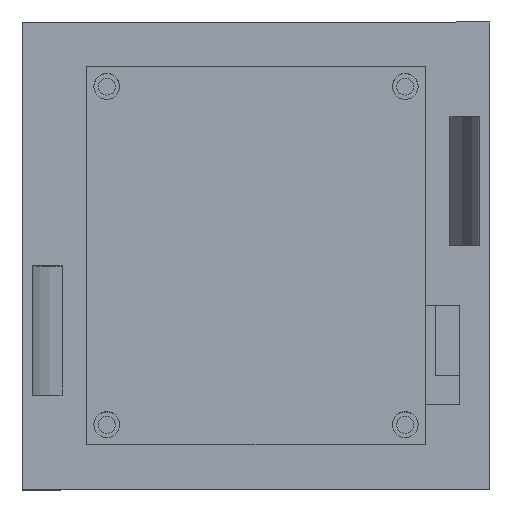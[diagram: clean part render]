
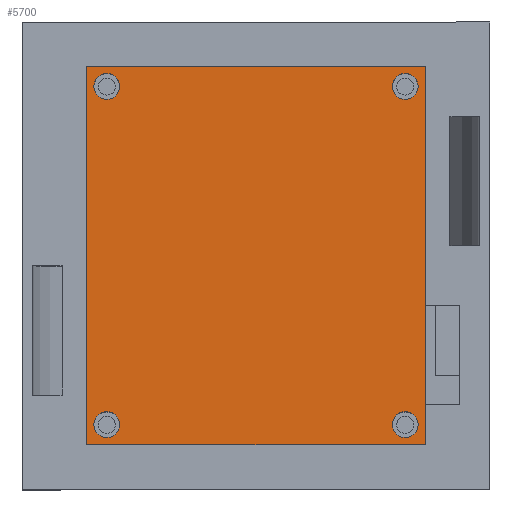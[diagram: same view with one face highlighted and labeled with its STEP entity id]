
A CAD part, top view. The second image highlights one B-rep face of the part: STEP entity #5700.
In plain terms, the highlighted face is planar.
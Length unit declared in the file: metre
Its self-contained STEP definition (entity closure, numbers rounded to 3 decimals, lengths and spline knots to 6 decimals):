
#345=LINE('',#8537,#1019);
#362=LINE('',#8574,#1036);
#363=LINE('',#8577,#1037);
#364=LINE('',#8578,#1038);
#1019=VECTOR('',#6933,1.);
#1036=VECTOR('',#6962,1.);
#1037=VECTOR('',#6963,1.);
#1038=VECTOR('',#6964,1.);
#2032=ORIENTED_EDGE('',*,*,#3391,.T.);
#2033=ORIENTED_EDGE('',*,*,#3392,.T.);
#2034=ORIENTED_EDGE('',*,*,#3370,.F.);
#2035=ORIENTED_EDGE('',*,*,#3393,.F.);
#2036=ORIENTED_EDGE('',*,*,#3394,.T.);
#2037=ORIENTED_EDGE('',*,*,#3395,.T.);
#2038=ORIENTED_EDGE('',*,*,#3396,.F.);
#2039=ORIENTED_EDGE('',*,*,#3397,.F.);
#3370=EDGE_CURVE('',#4101,#4102,#345,.T.);
#3391=EDGE_CURVE('',#4115,#4116,#362,.T.);
#3392=EDGE_CURVE('',#4116,#4102,#363,.T.);
#3393=EDGE_CURVE('',#4115,#4101,#364,.T.);
#3394=EDGE_CURVE('',#4117,#4117,#4499,.T.);
#3395=EDGE_CURVE('',#4118,#4118,#4500,.T.);
#3396=EDGE_CURVE('',#4119,#4119,#4501,.T.);
#3397=EDGE_CURVE('',#4120,#4120,#4502,.T.);
#4101=VERTEX_POINT('',#8538);
#4102=VERTEX_POINT('',#8539);
#4115=VERTEX_POINT('',#8575);
#4116=VERTEX_POINT('',#8576);
#4117=VERTEX_POINT('',#8580);
#4118=VERTEX_POINT('',#8582);
#4119=VERTEX_POINT('',#8584);
#4120=VERTEX_POINT('',#8586);
#4499=CIRCLE('',#6105,0.0013);
#4500=CIRCLE('',#6106,0.0013);
#4501=CIRCLE('',#6107,0.0013);
#4502=CIRCLE('',#6108,0.0013);
#4726=EDGE_LOOP('',(#2032,#2033,#2034,#2035));
#4727=EDGE_LOOP('',(#2036));
#4728=EDGE_LOOP('',(#2037));
#4729=EDGE_LOOP('',(#2038));
#4730=EDGE_LOOP('',(#2039));
#5126=FACE_BOUND('',#4726,.T.);
#5127=FACE_BOUND('',#4727,.T.);
#5128=FACE_BOUND('',#4728,.T.);
#5129=FACE_BOUND('',#4729,.T.);
#5130=FACE_BOUND('',#4730,.T.);
#5444=PLANE('',#6104);
#5700=ADVANCED_FACE('',(#5126,#5127,#5128,#5129,#5130),#5444,.T.);
#6104=AXIS2_PLACEMENT_3D('',#8573,#6960,#6961);
#6105=AXIS2_PLACEMENT_3D('',#8579,#6965,#6966);
#6106=AXIS2_PLACEMENT_3D('',#8581,#6967,#6968);
#6107=AXIS2_PLACEMENT_3D('',#8583,#6969,#6970);
#6108=AXIS2_PLACEMENT_3D('',#8585,#6971,#6972);
#6933=DIRECTION('',(0.,1.,0.));
#6960=DIRECTION('',(0.,0.,-1.));
#6961=DIRECTION('',(1.,0.,0.));
#6962=DIRECTION('',(0.,1.,0.));
#6963=DIRECTION('',(1.,0.,0.));
#6964=DIRECTION('',(1.,0.,0.));
#6965=DIRECTION('',(0.,0.,1.));
#6966=DIRECTION('',(-1.,0.,0.));
#6967=DIRECTION('',(0.,0.,1.));
#6968=DIRECTION('',(-1.,0.,0.));
#6969=DIRECTION('',(0.,0.,-1.));
#6970=DIRECTION('',(-1.,0.,0.));
#6971=DIRECTION('',(0.,0.,-1.));
#6972=DIRECTION('',(-1.,0.,0.));
#8537=CARTESIAN_POINT('',(0.017,0.,-0.0835));
#8538=CARTESIAN_POINT('',(0.017,-0.019,-0.0835));
#8539=CARTESIAN_POINT('',(0.017,0.019,-0.0835));
#8573=CARTESIAN_POINT('',(0.,0.,-0.0835));
#8574=CARTESIAN_POINT('',(-0.017,0.,-0.0835));
#8575=CARTESIAN_POINT('',(-0.017,-0.019,-0.0835));
#8576=CARTESIAN_POINT('',(-0.017,0.019,-0.0835));
#8577=CARTESIAN_POINT('',(0.,0.019,-0.0835));
#8578=CARTESIAN_POINT('',(0.,-0.019,-0.0835));
#8579=CARTESIAN_POINT('',(-0.015,0.017,-0.0835));
#8580=CARTESIAN_POINT('',(-0.0163,0.017,-0.0835));
#8581=CARTESIAN_POINT('',(0.015,-0.017,-0.0835));
#8582=CARTESIAN_POINT('',(0.0137,-0.017,-0.0835));
#8583=CARTESIAN_POINT('',(-0.015,-0.017,-0.0835));
#8584=CARTESIAN_POINT('',(-0.0163,-0.017,-0.0835));
#8585=CARTESIAN_POINT('',(0.015,0.017,-0.0835));
#8586=CARTESIAN_POINT('',(0.0137,0.017,-0.0835));
